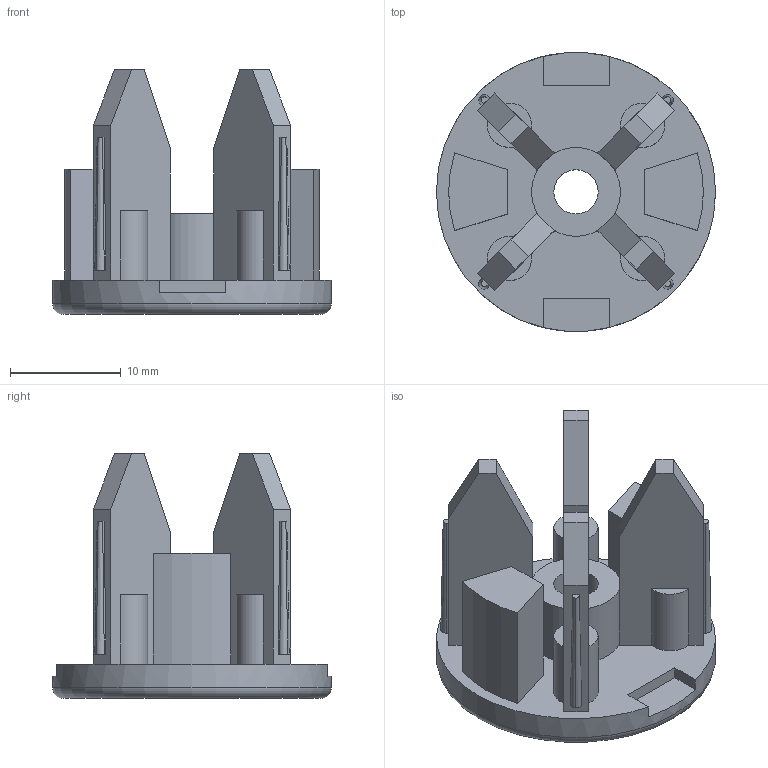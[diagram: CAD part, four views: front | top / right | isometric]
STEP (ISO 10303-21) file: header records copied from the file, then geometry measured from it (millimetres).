
FILE_DESCRIPTION(/* description */ (''),/* implementation_level */ '2;1');
FILE_NAME(/* name */ 'roleta_cep v2.step',/* time_stamp */ '2024-01-24T18:56:07+01:00',/* author */ (''),/* organization */ (''),/* preprocessor_version */ 'ST-DEVELOPER v20',/* originating_system */ 'Autodesk Translation Framework v12.14.0.127',/* authorisation */ '');
FILE_SCHEMA (('AUTOMOTIVE_DESIGN { 1 0 10303 214 3 1 1 }'));
Length unit declared in the file: millimetre
Products named in the file (1): roleta_cep
Bounding box: 25.2 x 25.2 x 22.1 mm (x, y, z)
Volume: 3474.8 mm3; surface area: 3177.5 mm2
Topology: 1 solids, 1 shells, 103 faces, 278 edges, 185 vertices
Faces by surface type: plane 78, cylinder 16, cone 8, torus 1
Full cylindrical faces by diameter (mm): 4 x1, 25.2 x1
Entity records: 3259 total; most frequent: CARTESIAN_POINT 579, ORIENTED_EDGE 556, DIRECTION 536, EDGE_CURVE 278, LINE 220, VECTOR 220, VERTEX_POINT 185, AXIS2_PLACEMENT_3D 158
